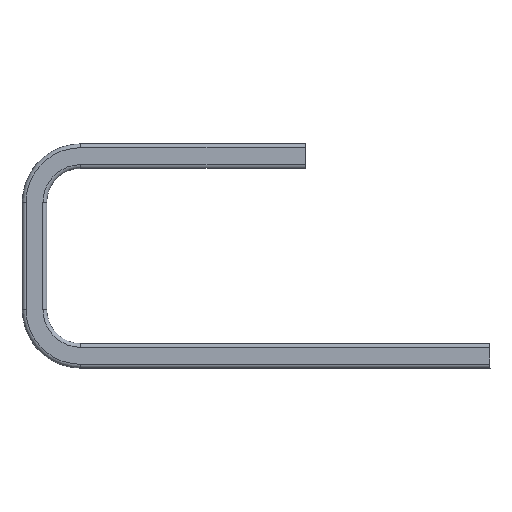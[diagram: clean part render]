
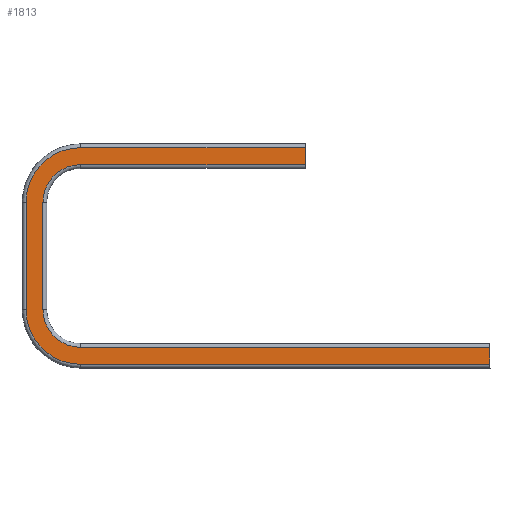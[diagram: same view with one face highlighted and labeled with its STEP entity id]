
A CAD part, left-side view. The second image highlights one B-rep face of the part: STEP entity #1813.
In plain terms, the highlighted planar face has unit normal (-1, 0, 0).
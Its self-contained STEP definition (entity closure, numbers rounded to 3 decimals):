
#97=FACE_OUTER_BOUND('',#193,.T.);
#193=EDGE_LOOP('',(#1327,#1328,#1329,#1330,#1331,#1332,#1333,#1334,#1335,
#1336,#1337,#1338));
#298=LINE('',#2884,#474);
#299=LINE('',#2895,#475);
#301=LINE('',#2907,#477);
#303=LINE('',#2911,#479);
#304=LINE('',#2913,#480);
#305=LINE('',#2917,#481);
#306=LINE('',#2921,#482);
#307=LINE('',#2922,#483);
#474=VECTOR('',#2269,1.);
#475=VECTOR('',#2282,1.);
#477=VECTOR('',#2296,1.);
#479=VECTOR('',#2300,1.);
#480=VECTOR('',#2301,1.);
#481=VECTOR('',#2304,1.);
#482=VECTOR('',#2307,1.);
#483=VECTOR('',#2308,1.);
#652=CIRCLE('',#1988,32.25);
#656=CIRCLE('',#1994,32.25);
#659=CIRCLE('',#1999,46.75);
#660=CIRCLE('',#2000,46.75);
#791=VERTEX_POINT('',#2877);
#794=VERTEX_POINT('',#2882);
#796=VERTEX_POINT('',#2887);
#798=VERTEX_POINT('',#2893);
#800=VERTEX_POINT('',#2899);
#802=VERTEX_POINT('',#2905);
#803=VERTEX_POINT('',#2910);
#804=VERTEX_POINT('',#2912);
#805=VERTEX_POINT('',#2914);
#806=VERTEX_POINT('',#2916);
#807=VERTEX_POINT('',#2918);
#808=VERTEX_POINT('',#2920);
#1018=EDGE_CURVE('',#794,#791,#298,.T.);
#1020=EDGE_CURVE('',#796,#794,#652,.T.);
#1023=EDGE_CURVE('',#798,#796,#299,.T.);
#1026=EDGE_CURVE('',#800,#798,#656,.T.);
#1029=EDGE_CURVE('',#802,#800,#301,.T.);
#1031=EDGE_CURVE('',#803,#802,#303,.T.);
#1032=EDGE_CURVE('',#804,#803,#304,.T.);
#1033=EDGE_CURVE('',#805,#804,#659,.T.);
#1034=EDGE_CURVE('',#806,#805,#305,.T.);
#1035=EDGE_CURVE('',#807,#806,#660,.T.);
#1036=EDGE_CURVE('',#808,#807,#306,.T.);
#1037=EDGE_CURVE('',#808,#791,#307,.T.);
#1327=ORIENTED_EDGE('',*,*,#1018,.F.);
#1328=ORIENTED_EDGE('',*,*,#1020,.F.);
#1329=ORIENTED_EDGE('',*,*,#1023,.F.);
#1330=ORIENTED_EDGE('',*,*,#1026,.F.);
#1331=ORIENTED_EDGE('',*,*,#1029,.F.);
#1332=ORIENTED_EDGE('',*,*,#1031,.F.);
#1333=ORIENTED_EDGE('',*,*,#1032,.F.);
#1334=ORIENTED_EDGE('',*,*,#1033,.F.);
#1335=ORIENTED_EDGE('',*,*,#1034,.F.);
#1336=ORIENTED_EDGE('',*,*,#1035,.F.);
#1337=ORIENTED_EDGE('',*,*,#1036,.F.);
#1338=ORIENTED_EDGE('',*,*,#1037,.T.);
#1748=PLANE('',#1998);
#1813=ADVANCED_FACE('',(#97),#1748,.T.);
#1988=AXIS2_PLACEMENT_3D('',#2889,#2274,#2275);
#1994=AXIS2_PLACEMENT_3D('',#2901,#2288,#2289);
#1998=AXIS2_PLACEMENT_3D('',#2909,#2298,#2299);
#1999=AXIS2_PLACEMENT_3D('',#2915,#2302,#2303);
#2000=AXIS2_PLACEMENT_3D('',#2919,#2305,#2306);
#2269=DIRECTION('',(0.,-1.,0.));
#2274=DIRECTION('center_axis',(-1.,0.,0.));
#2275=DIRECTION('ref_axis',(0.,0.707,-0.707));
#2282=DIRECTION('',(0.,0.,-1.));
#2288=DIRECTION('center_axis',(-1.,0.,0.));
#2289=DIRECTION('ref_axis',(0.,0.707,0.707));
#2296=DIRECTION('',(0.,1.,0.));
#2298=DIRECTION('center_axis',(-1.,0.,0.));
#2299=DIRECTION('ref_axis',(0.,0.,1.));
#2300=DIRECTION('',(0.,0.,-1.));
#2301=DIRECTION('',(0.,-1.,0.));
#2302=DIRECTION('center_axis',(1.,0.,0.));
#2303=DIRECTION('ref_axis',(0.,0.707,0.707));
#2304=DIRECTION('',(0.,0.,1.));
#2305=DIRECTION('center_axis',(1.,0.,0.));
#2306=DIRECTION('ref_axis',(0.,0.707,-0.707));
#2307=DIRECTION('',(0.,1.,0.));
#2308=DIRECTION('',(0.,0.,1.));
#2877=CARTESIAN_POINT('',(35.012,26.651,10.797));
#2882=CARTESIAN_POINT('',(35.012,376.651,10.797));
#2884=CARTESIAN_POINT('',(35.012,26.651,10.797));
#2887=CARTESIAN_POINT('',(35.012,408.901,43.047));
#2889=CARTESIAN_POINT('Origin',(35.012,376.651,43.047));
#2893=CARTESIAN_POINT('',(35.012,408.901,134.824));
#2895=CARTESIAN_POINT('',(35.012,408.901,18.047));
#2899=CARTESIAN_POINT('',(35.012,376.651,167.074));
#2901=CARTESIAN_POINT('Origin',(35.012,376.651,134.824));
#2905=CARTESIAN_POINT('',(35.012,184.651,167.074));
#2907=CARTESIAN_POINT('',(35.012,201.651,167.074));
#2909=CARTESIAN_POINT('Origin',(35.012,26.651,-6.953));
#2910=CARTESIAN_POINT('',(35.012,184.651,181.574));
#2911=CARTESIAN_POINT('',(35.012,184.651,184.824));
#2912=CARTESIAN_POINT('',(35.012,376.651,181.574));
#2913=CARTESIAN_POINT('',(35.012,201.651,181.574));
#2914=CARTESIAN_POINT('',(35.012,423.401,134.824));
#2915=CARTESIAN_POINT('Origin',(35.012,376.651,134.824));
#2916=CARTESIAN_POINT('',(35.012,423.401,43.047));
#2917=CARTESIAN_POINT('',(35.012,423.401,18.047));
#2918=CARTESIAN_POINT('',(35.012,376.651,-3.703));
#2919=CARTESIAN_POINT('Origin',(35.012,376.651,43.047));
#2920=CARTESIAN_POINT('',(35.012,26.651,-3.703));
#2921=CARTESIAN_POINT('',(35.012,26.651,-3.703));
#2922=CARTESIAN_POINT('',(35.012,26.651,-6.953));
